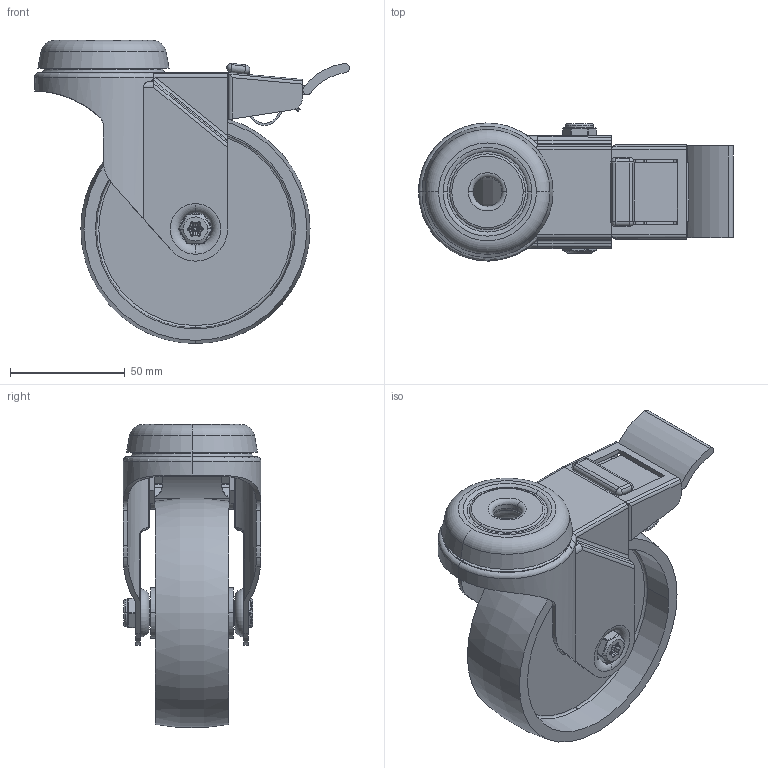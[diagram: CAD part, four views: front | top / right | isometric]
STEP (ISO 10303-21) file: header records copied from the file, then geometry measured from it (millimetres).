
FILE_DESCRIPTION(('STEP AP203'),'1');
FILE_NAME('BZM100PLBH12SWB.STEP','2023-06-12T14:31:38',(' '),(' '),'Spatial InterOp 3D',' ',' ');
FILE_SCHEMA(('CONFIG_CONTROL_DESIGN'));
Length unit declared in the file: metre
Products named in the file (17): BZM100ASBH12SWB; ZINC PLATED PRESSED STEEL HEAD; ZINC PLATED PRESSED STEEL FORKS; ZINC PLATED PRESSED STEEL BRAKE; BLACK NYLON BRAKE PEDAL; BRAKE PAD; BZM100PLBH12SWB; BZM100WPL; POLYPROPYLENE WHEEL; TUBEM10X37; ZINC PLATED AXLE TUBE; BOLTBZM8MM; ZINC PLATED AXLE BOLT; NYLOC NUT; NUT; RUBBER; NYLOCM8Z
Assembly tree (16 placements, depth 4):
  BZM100PLBH12SWB
    BZM100ASBH12SWB
      ZINC PLATED PRESSED STEEL HEAD
      ZINC PLATED PRESSED STEEL FORKS
      ZINC PLATED PRESSED STEEL BRAKE
      BLACK NYLON BRAKE PEDAL
      BRAKE PAD
    BZM100WPL
      POLYPROPYLENE WHEEL
    TUBEM10X37
      ZINC PLATED AXLE TUBE
    BOLTBZM8MM
      ZINC PLATED AXLE BOLT
    NYLOCM8Z
      NYLOC NUT
        NUT
        RUBBER
Bounding box: 137 x 60 x 131.83 mm (x, y, z)
Volume: 164089.9 mm3; surface area: 92221.5 mm2
Topology: 10 solids, 10 shells, 626 faces, 1598 edges, 995 vertices
Faces by surface type: cylinder 271, plane 205, torus 76, sphere 36, bspline 26, cone 10, extrusion 2
Entity records: 28960 total; most frequent: CARTESIAN_POINT 12639, DIRECTION 3484, ORIENTED_EDGE 3172, EDGE_CURVE 1586, AXIS2_PLACEMENT_3D 1408, VERTEX_POINT 995, CIRCLE 735, VECTOR 668
